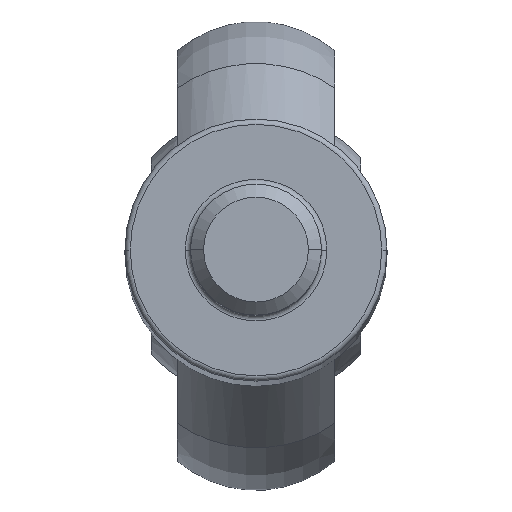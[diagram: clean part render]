
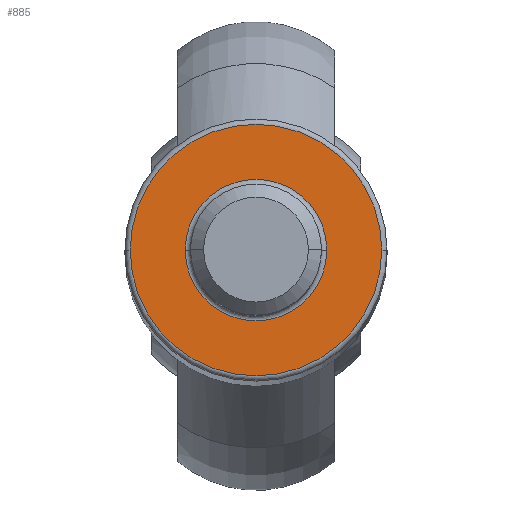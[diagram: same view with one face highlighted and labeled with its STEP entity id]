
A CAD part, top view. The second image highlights one B-rep face of the part: STEP entity #885.
In plain terms, the highlighted planar face has unit normal (0, 0, 1).
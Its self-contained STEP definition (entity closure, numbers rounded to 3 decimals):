
#96 = CARTESIAN_POINT ( 'NONE',  ( -4.8, 0., 106. ) ) ;
#172 = VERTEX_POINT ( 'NONE', #686 ) ;
#204 = CIRCLE ( 'NONE', #1720, 4.8 ) ;
#263 = CARTESIAN_POINT ( 'NONE',  ( 0., 0., 106. ) ) ;
#336 = DIRECTION ( 'NONE',  ( 0., 0., 1. ) ) ;
#398 = EDGE_LOOP ( 'NONE', ( #1006, #1924 ) ) ;
#482 = FACE_BOUND ( 'NONE', #2678, .T. ) ;
#489 = DIRECTION ( 'NONE',  ( 1., 0., 0. ) ) ;
#502 = ORIENTED_EDGE ( 'NONE', *, *, #752, .T. ) ;
#544 = ORIENTED_EDGE ( 'NONE', *, *, #2780, .T. ) ;
#610 = EDGE_CURVE ( 'NONE', #2413, #172, #1904, .T. ) ;
#686 = CARTESIAN_POINT ( 'NONE',  ( 4.8, 0., 106. ) ) ;
#740 = EDGE_CURVE ( 'NONE', #172, #2413, #204, .T. ) ;
#752 = EDGE_CURVE ( 'NONE', #1614, #2753, #2001, .T. ) ;
#885 = ADVANCED_FACE ( 'NONE', ( #2192, #482 ), #2579, .T. ) ;
#892 = DIRECTION ( 'NONE',  ( 0., 0., -1. ) ) ;
#956 = CIRCLE ( 'NONE', #1684, 2.7 ) ;
#1006 = ORIENTED_EDGE ( 'NONE', *, *, #740, .T. ) ;
#1164 = CARTESIAN_POINT ( 'NONE',  ( 0., 0., 106. ) ) ;
#1333 = DIRECTION ( 'NONE',  ( 0., 0., 1. ) ) ;
#1381 = DIRECTION ( 'NONE',  ( 1., 0., 0. ) ) ;
#1576 = AXIS2_PLACEMENT_3D ( 'NONE', #2673, #1333, #2901 ) ;
#1608 = AXIS2_PLACEMENT_3D ( 'NONE', #263, #1839, #489 ) ;
#1614 = VERTEX_POINT ( 'NONE', #1995 ) ;
#1684 = AXIS2_PLACEMENT_3D ( 'NONE', #2237, #892, #2468 ) ;
#1689 = CARTESIAN_POINT ( 'NONE',  ( 0., 0., 106. ) ) ;
#1720 = AXIS2_PLACEMENT_3D ( 'NONE', #1164, #2729, #1381 ) ;
#1791 = CARTESIAN_POINT ( 'NONE',  ( -2.7, 0., 106. ) ) ;
#1839 = DIRECTION ( 'NONE',  ( 0., 0., -1. ) ) ;
#1904 = CIRCLE ( 'NONE', #1576, 4.8 ) ;
#1914 = DIRECTION ( 'NONE',  ( 1., 0., 0. ) ) ;
#1924 = ORIENTED_EDGE ( 'NONE', *, *, #610, .T. ) ;
#1995 = CARTESIAN_POINT ( 'NONE',  ( 2.7, 0., 106. ) ) ;
#2001 = CIRCLE ( 'NONE', #1608, 2.7 ) ;
#2192 = FACE_OUTER_BOUND ( 'NONE', #398, .T. ) ;
#2237 = CARTESIAN_POINT ( 'NONE',  ( 0., 0., 106. ) ) ;
#2413 = VERTEX_POINT ( 'NONE', #96 ) ;
#2468 = DIRECTION ( 'NONE',  ( 1., 0., 0. ) ) ;
#2579 = PLANE ( 'NONE',  #2775 ) ;
#2673 = CARTESIAN_POINT ( 'NONE',  ( 0., 0., 106. ) ) ;
#2678 = EDGE_LOOP ( 'NONE', ( #502, #544 ) ) ;
#2729 = DIRECTION ( 'NONE',  ( 0., 0., 1. ) ) ;
#2753 = VERTEX_POINT ( 'NONE', #1791 ) ;
#2775 = AXIS2_PLACEMENT_3D ( 'NONE', #1689, #336, #1914 ) ;
#2780 = EDGE_CURVE ( 'NONE', #2753, #1614, #956, .T. ) ;
#2901 = DIRECTION ( 'NONE',  ( 1., 0., 0. ) ) ;
